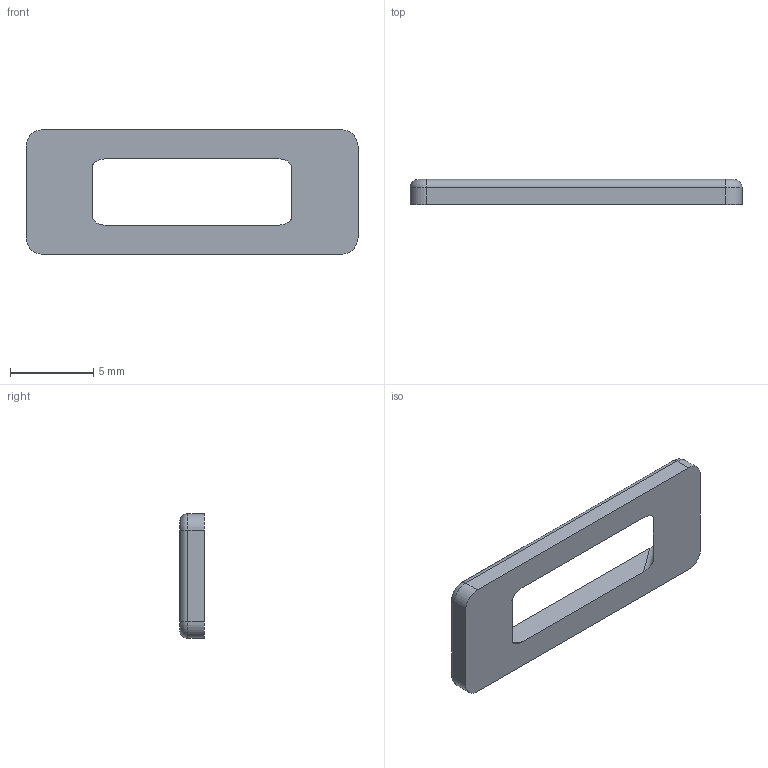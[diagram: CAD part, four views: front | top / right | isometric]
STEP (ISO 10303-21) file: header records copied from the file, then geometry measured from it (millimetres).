
FILE_DESCRIPTION(('produced by SPATIAL CORP'),'2;1');
FILE_NAME( 'holder_zoom_.prt.hh.sat.stp' ,'2002-04-19T13:51:55+00:00',('SPATIAL CORP'),('SPATIAL CORP'), 'ACIS STEP Husk','http://www.spatial.com','SPATIAL CORP');
FILE_SCHEMA(('CONFIG_CONTROL_DESIGN'));
Length unit declared in the file: millimetre
Products named in the file (1): PRODUCT_ID_1
Bounding box: 20 x 1.5 x 7.5 mm (x, y, z)
Volume: 137.4 mm3; surface area: 315.2 mm2
Topology: 1 solids, 1 shells, 26 faces, 64 edges, 40 vertices
Faces by surface type: cylinder 12, plane 10, torus 4
Entity records: 861 total; most frequent: DIRECTION 144, CARTESIAN_POINT 130, ORIENTED_EDGE 128, EDGE_CURVE 64, AXIS2_PLACEMENT_3D 54, VERTEX_POINT 40, VECTOR 36, LINE 36
